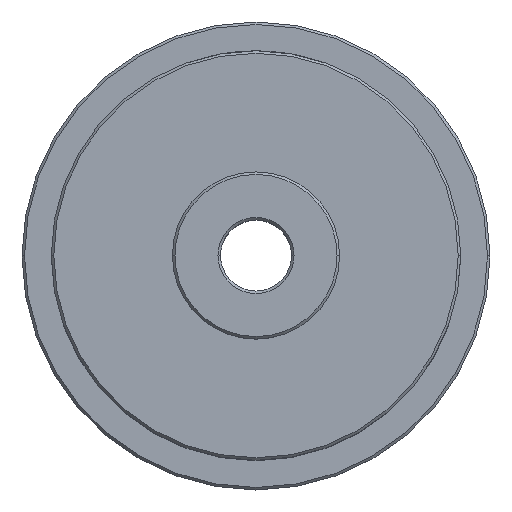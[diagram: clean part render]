
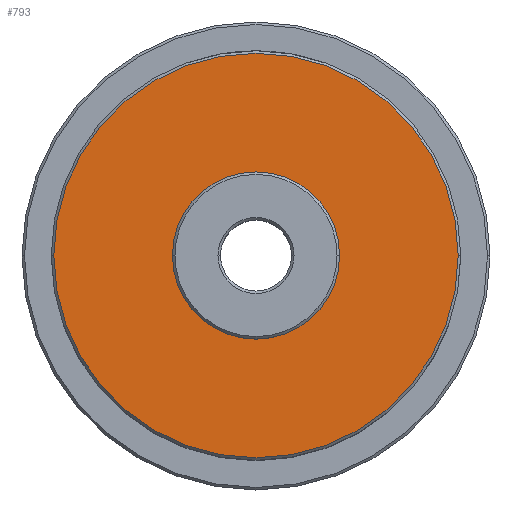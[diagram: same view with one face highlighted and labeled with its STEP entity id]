
A CAD part, top view. The second image highlights one B-rep face of the part: STEP entity #793.
In plain terms, the highlighted planar face has unit normal (0, 0, 1).
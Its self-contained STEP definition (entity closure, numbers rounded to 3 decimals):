
#9 = ORIENTED_EDGE ( 'NONE', *, *, #945, .T. ) ;
#42 = EDGE_LOOP ( 'NONE', ( #976, #1698 ) ) ;
#124 = CIRCLE ( 'NONE', #1916, 10. ) ;
#191 = AXIS2_PLACEMENT_3D ( 'NONE', #1857, #1498, #1130 ) ;
#205 = DIRECTION ( 'NONE',  ( 1., 0., 0. ) ) ;
#227 = CARTESIAN_POINT ( 'NONE',  ( 0., 0., 33. ) ) ;
#229 = DIRECTION ( 'NONE',  ( 1., 0., 0. ) ) ;
#255 = DIRECTION ( 'NONE',  ( 0., 0., 1. ) ) ;
#294 = CIRCLE ( 'NONE', #674, 24.2 ) ;
#390 = DIRECTION ( 'NONE',  ( 0., 0., 1. ) ) ;
#397 = PLANE ( 'NONE',  #1210 ) ;
#475 = ORIENTED_EDGE ( 'NONE', *, *, #1358, .T. ) ;
#501 = EDGE_LOOP ( 'NONE', ( #475, #9 ) ) ;
#674 = AXIS2_PLACEMENT_3D ( 'NONE', #227, #1170, #205 ) ;
#675 = CIRCLE ( 'NONE', #191, 24.2 ) ;
#741 = CARTESIAN_POINT ( 'NONE',  ( 0., 0., 33. ) ) ;
#793 = ADVANCED_FACE ( 'NONE', ( #1018, #1628 ), #397, .T. ) ;
#822 = CARTESIAN_POINT ( 'NONE',  ( -24.2, 0., 33. ) ) ;
#916 = EDGE_CURVE ( 'NONE', #1184, #1376, #124, .T. ) ;
#945 = EDGE_CURVE ( 'NONE', #1180, #2017, #675, .T. ) ;
#976 = ORIENTED_EDGE ( 'NONE', *, *, #2043, .F. ) ;
#1009 = CARTESIAN_POINT ( 'NONE',  ( 0., 0., 33. ) ) ;
#1018 = FACE_BOUND ( 'NONE', #42, .T. ) ;
#1130 = DIRECTION ( 'NONE',  ( 1., 0., 0. ) ) ;
#1170 = DIRECTION ( 'NONE',  ( 0., 0., 1. ) ) ;
#1180 = VERTEX_POINT ( 'NONE', #2418 ) ;
#1184 = VERTEX_POINT ( 'NONE', #1528 ) ;
#1210 = AXIS2_PLACEMENT_3D ( 'NONE', #1718, #390, #2072 ) ;
#1304 = DIRECTION ( 'NONE',  ( 0., 0., 1. ) ) ;
#1358 = EDGE_CURVE ( 'NONE', #2017, #1180, #294, .T. ) ;
#1362 = CIRCLE ( 'NONE', #1470, 10. ) ;
#1376 = VERTEX_POINT ( 'NONE', #1529 ) ;
#1470 = AXIS2_PLACEMENT_3D ( 'NONE', #1009, #255, #229 ) ;
#1498 = DIRECTION ( 'NONE',  ( 0., 0., 1. ) ) ;
#1528 = CARTESIAN_POINT ( 'NONE',  ( 10., 0., 33. ) ) ;
#1529 = CARTESIAN_POINT ( 'NONE',  ( -10., 0., 33. ) ) ;
#1628 = FACE_OUTER_BOUND ( 'NONE', #501, .T. ) ;
#1698 = ORIENTED_EDGE ( 'NONE', *, *, #916, .F. ) ;
#1718 = CARTESIAN_POINT ( 'NONE',  ( 0., 0., 33. ) ) ;
#1857 = CARTESIAN_POINT ( 'NONE',  ( 0., 0., 33. ) ) ;
#1916 = AXIS2_PLACEMENT_3D ( 'NONE', #741, #1304, #2220 ) ;
#2017 = VERTEX_POINT ( 'NONE', #822 ) ;
#2043 = EDGE_CURVE ( 'NONE', #1376, #1184, #1362, .T. ) ;
#2072 = DIRECTION ( 'NONE',  ( 1., 0., 0. ) ) ;
#2220 = DIRECTION ( 'NONE',  ( 1., 0., 0. ) ) ;
#2418 = CARTESIAN_POINT ( 'NONE',  ( 24.2, 0., 33. ) ) ;
